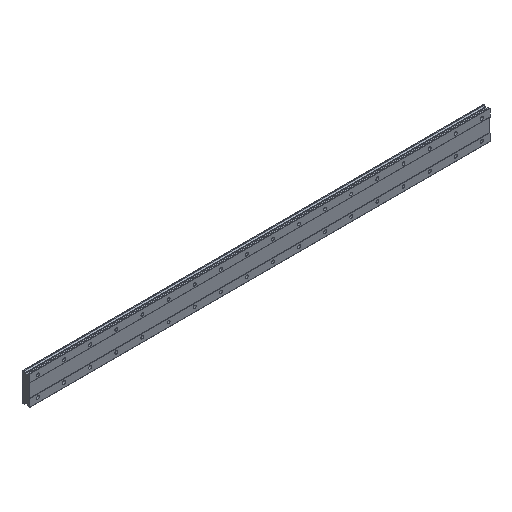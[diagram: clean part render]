
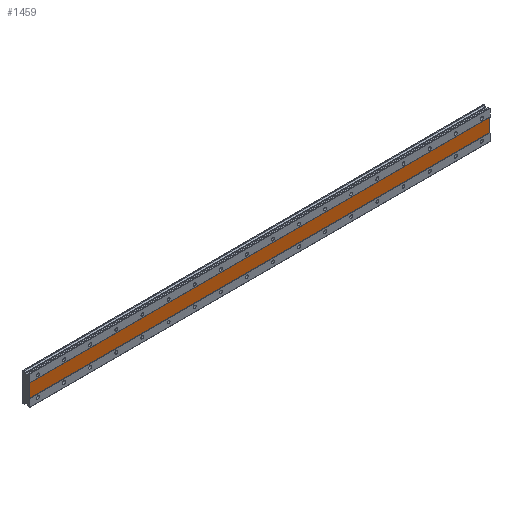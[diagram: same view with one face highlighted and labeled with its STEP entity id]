
A CAD part, isometric view. The second image highlights one B-rep face of the part: STEP entity #1459.
In plain terms, the highlighted planar face has unit normal (0, -1, 0).
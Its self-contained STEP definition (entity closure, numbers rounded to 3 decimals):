
#158 = CARTESIAN_POINT ( 'NONE',  ( -25., 1., 20. ) ) ;
#337 = EDGE_CURVE ( 'NONE', #625, #898, #4495, .T. ) ;
#409 = ORIENTED_EDGE ( 'NONE', *, *, #875, .F. ) ;
#625 = VERTEX_POINT ( 'NONE', #1025 ) ;
#844 = DIRECTION ( 'NONE',  ( 1., 0., 0. ) ) ;
#875 = EDGE_CURVE ( 'NONE', #1848, #625, #4825, .T. ) ;
#898 = VERTEX_POINT ( 'NONE', #5497 ) ;
#1025 = CARTESIAN_POINT ( 'NONE',  ( -25., 1., 20. ) ) ;
#1287 = EDGE_CURVE ( 'NONE', #3677, #1848, #5279, .T. ) ;
#1459 = ADVANCED_FACE ( 'NONE', ( #6044 ), #3940, .F. ) ;
#1535 = LINE ( 'NONE', #5706, #6015 ) ;
#1609 = ORIENTED_EDGE ( 'NONE', *, *, #337, .F. ) ;
#1741 = CARTESIAN_POINT ( 'NONE',  ( -25., 1., -20. ) ) ;
#1815 = DIRECTION ( 'NONE',  ( 0., 0., 1. ) ) ;
#1848 = VERTEX_POINT ( 'NONE', #1741 ) ;
#2241 = DIRECTION ( 'NONE',  ( 0., 0., 1. ) ) ;
#2832 = VECTOR ( 'NONE', #2241, 1000. ) ;
#3176 = VECTOR ( 'NONE', #3678, 1000. ) ;
#3353 = ORIENTED_EDGE ( 'NONE', *, *, #1287, .F. ) ;
#3677 = VERTEX_POINT ( 'NONE', #4736 ) ;
#3678 = DIRECTION ( 'NONE',  ( -1., 0., 0. ) ) ;
#3706 = VECTOR ( 'NONE', #844, 1000. ) ;
#3770 = CARTESIAN_POINT ( 'NONE',  ( 1385., 1., -20. ) ) ;
#3940 = PLANE ( 'NONE',  #5660 ) ;
#4061 = DIRECTION ( 'NONE',  ( 0., 0., -1. ) ) ;
#4495 = LINE ( 'NONE', #5097, #3706 ) ;
#4736 = CARTESIAN_POINT ( 'NONE',  ( 1385., 1., -20. ) ) ;
#4825 = LINE ( 'NONE', #158, #2832 ) ;
#4875 = DIRECTION ( 'NONE',  ( 0., 1., 0. ) ) ;
#5097 = CARTESIAN_POINT ( 'NONE',  ( 1385., 1., 20. ) ) ;
#5279 = LINE ( 'NONE', #3770, #3176 ) ;
#5343 = EDGE_CURVE ( 'NONE', #898, #3677, #1535, .T. ) ;
#5497 = CARTESIAN_POINT ( 'NONE',  ( 1385., 1., 20. ) ) ;
#5660 = AXIS2_PLACEMENT_3D ( 'NONE', #6007, #4875, #1815 ) ;
#5682 = ORIENTED_EDGE ( 'NONE', *, *, #5343, .F. ) ;
#5706 = CARTESIAN_POINT ( 'NONE',  ( 1385., 1., 20. ) ) ;
#6007 = CARTESIAN_POINT ( 'NONE',  ( 1385., 1., 20. ) ) ;
#6015 = VECTOR ( 'NONE', #4061, 1000. ) ;
#6044 = FACE_OUTER_BOUND ( 'NONE', #6513, .T. ) ;
#6513 = EDGE_LOOP ( 'NONE', ( #3353, #5682, #1609, #409 ) ) ;
